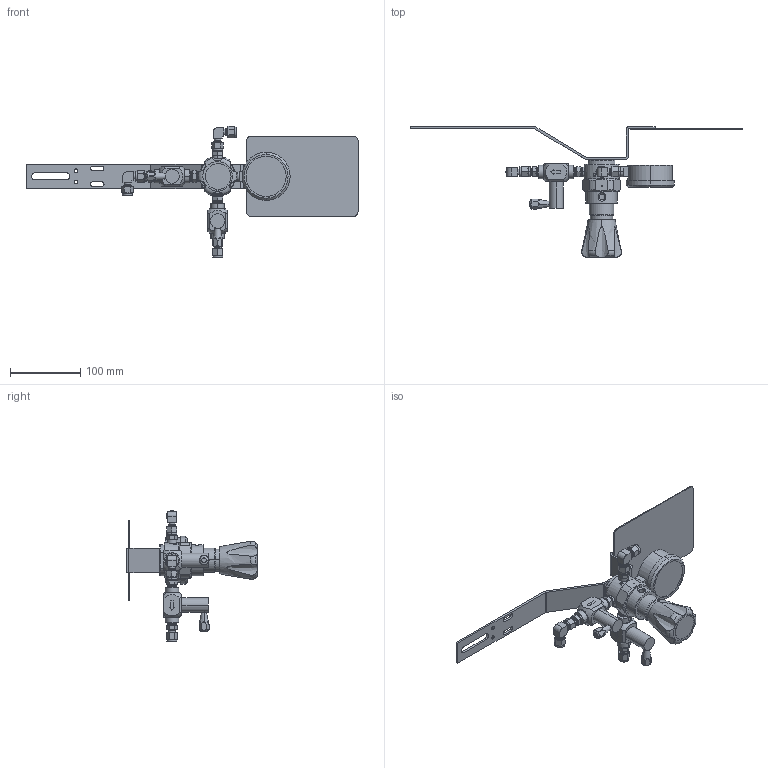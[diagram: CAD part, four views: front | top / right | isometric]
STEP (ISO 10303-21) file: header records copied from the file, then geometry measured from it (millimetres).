
FILE_DESCRIPTION((''),'2;1');
FILE_NAME('MGTS-0014-BO_ASM','2021-01-28T09:12:08',('CRosado'),('MATHESON TRI-GAS'),'CREO PARAMETRIC BY PTC INC, 2018260','CREO PARAMETRIC BY PTC INC, 2018260','');
FILE_SCHEMA(('CONFIG_CONTROL_DESIGN'));
Length unit declared in the file: inch
Products named in the file (12): MBRA-0524-SA; MPLA-1009-SA; MREG-6005-SA; MADP-0006-SA; MELB-0060-SA; MGAG-0040-SA; MBUS-0060-BO; MVLV-0805-SA_AF0; MVLV-0792-HANDLE; MVLV-0805-SA_ASM; MCON-0070-SA; MGTS-0014-BO_ASM
Assembly tree (15 placements, depth 3):
  MGTS-0014-BO_ASM
    MBRA-0524-SA
    MPLA-1009-SA
    MREG-6005-SA
    MADP-0006-SA
    MELB-0060-SA  x2
    MGAG-0040-SA
    MBUS-0060-BO  x2
    MVLV-0805-SA_ASM  x2
      MVLV-0805-SA_AF0
      MVLV-0792-HANDLE
    MCON-0070-SA  x2
Bounding box: 473.2 x 186.64 x 187.28 mm (x, y, z)
Volume: 457263.9 mm3; surface area: 163413.7 mm2
Topology: 16 solids, 16 shells, 886 faces, 2054 edges, 1270 vertices
Faces by surface type: plane 311, cone 284, cylinder 229, torus 28, bspline 24, extrusion 6, sphere 4
Entity records: 19477 total; most frequent: CARTESIAN_POINT 5453, DIRECTION 2948, ORIENTED_EDGE 2804, EDGE_CURVE 1402, AXIS2_PLACEMENT_3D 1195, VERTEX_POINT 879, EDGE_LOOP 687, FACE_OUTER_BOUND 600
